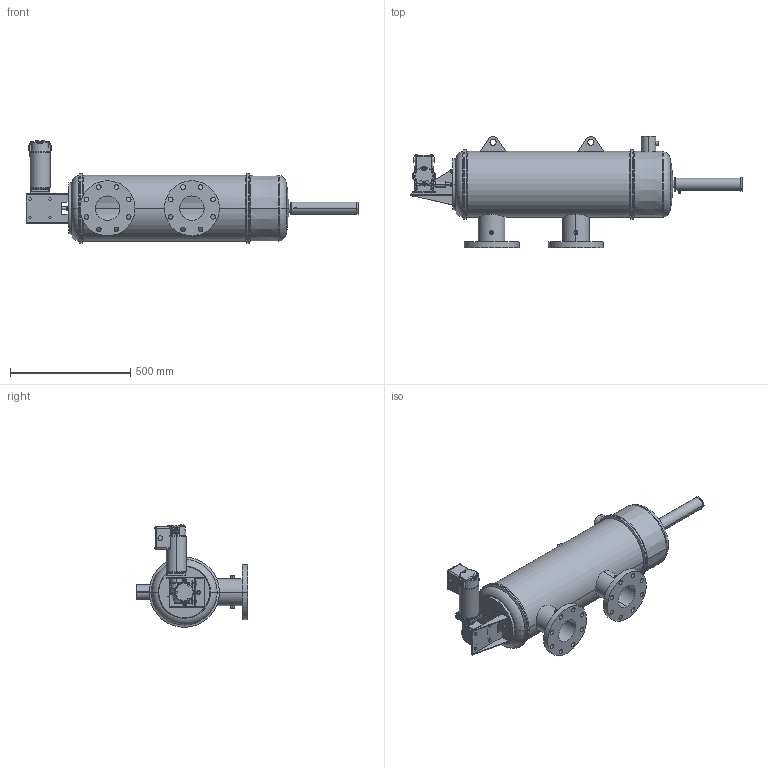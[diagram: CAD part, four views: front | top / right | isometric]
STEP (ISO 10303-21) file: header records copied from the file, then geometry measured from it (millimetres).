
FILE_DESCRIPTION (( 'STEP AP203' ), '1' );
FILE_NAME ('A4-180C-LP.STEP', '2020-09-23T10:21:31', ( '' ), ( '' ), 'SwSTEP 2.0', 'SolidWorks 2018', '' );
FILE_SCHEMA (( 'CONFIG_CONTROL_DESIGN' ));
Length unit declared in the file: millimetre
Products named in the file (8): Motor assem; Washdown drive shaft; simp2; Washdown mounting bracket; simp; A4-180C for LP; reduced size motor; A4-180C-LP
Assembly tree (13 placements, depth 3):
  A4-180C-LP
    A4-180C for LP
    Motor assem
      Washdown drive shaft
      Washdown mounting bracket
      reduced size motor
      simp  x4
      simp2  x4
Bounding box: 1379.82 x 463.55 x 426.56 mm (x, y, z)
Volume: 13914667 mm3; surface area: 2694008.9 mm2
Topology: 20 solids, 20 shells, 935 faces, 2394 edges, 1528 vertices
Faces by surface type: plane 486, cylinder 272, torus 70, bspline 58, cone 45, sphere 4
Entity records: 32541 total; most frequent: CARTESIAN_POINT 11598, ORIENTED_EDGE 4290, DIRECTION 3990, EDGE_CURVE 2145, AXIS2_PLACEMENT_3D 1393, VERTEX_POINT 1369, LINE 1204, VECTOR 1204
